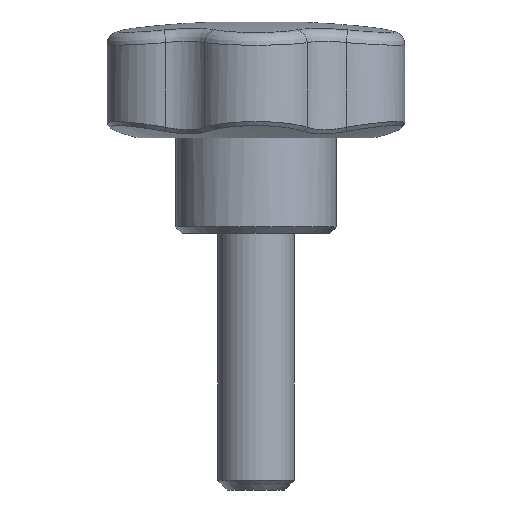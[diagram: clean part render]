
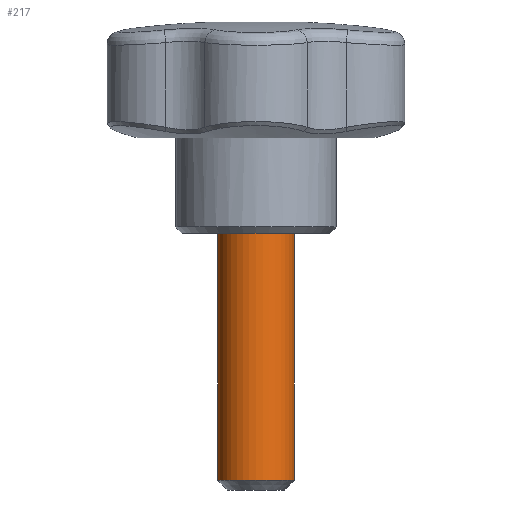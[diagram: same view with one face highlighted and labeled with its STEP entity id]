
A CAD part, front view. The second image highlights one B-rep face of the part: STEP entity #217.
In plain terms, the highlighted cylindrical face has radius 6 mm (diameter 12 mm), a full revolution.
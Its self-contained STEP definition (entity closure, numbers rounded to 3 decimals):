
#217 = ADVANCED_FACE( '', ( #449, #450 ), #451, .T. );
#449 = FACE_OUTER_BOUND( '', #3070, .T. );
#450 = FACE_OUTER_BOUND( '', #3071, .T. );
#451 = CYLINDRICAL_SURFACE( '', #3072, 6. );
#3070 = EDGE_LOOP( '', ( #4010 ) );
#3071 = EDGE_LOOP( '', ( #4011 ) );
#3072 = AXIS2_PLACEMENT_3D( '', #4012, #4013, #4014 );
#4010 = ORIENTED_EDGE( '', *, *, #4180, .T. );
#4011 = ORIENTED_EDGE( '', *, *, #4125, .F. );
#4012 = CARTESIAN_POINT( '', ( 0., 0., 34. ) );
#4013 = DIRECTION( '', ( 0., 0., -1. ) );
#4014 = DIRECTION( '', ( 1., 0., 0. ) );
#4125 = EDGE_CURVE( '', #4370, #4370, #4371, .T. );
#4180 = EDGE_CURVE( '', #4462, #4462, #4463, .T. );
#4370 = VERTEX_POINT( '', #4847 );
#4371 = CIRCLE( '', #4848, 6. );
#4462 = VERTEX_POINT( '', #5811 );
#4463 = CIRCLE( '', #5812, 6. );
#4847 = CARTESIAN_POINT( '', ( 6., 0., 0. ) );
#4848 = AXIS2_PLACEMENT_3D( '', #7076, #7077, #7078 );
#5811 = CARTESIAN_POINT( '', ( 6., 0., -38.5 ) );
#5812 = AXIS2_PLACEMENT_3D( '', #7105, #7106, #7107 );
#7076 = CARTESIAN_POINT( '', ( 0., 0., 0. ) );
#7077 = DIRECTION( '', ( 0., 0., 1. ) );
#7078 = DIRECTION( '', ( 1., 0., 0. ) );
#7105 = CARTESIAN_POINT( '', ( 0., 0., -38.5 ) );
#7106 = DIRECTION( '', ( 0., 0., 1. ) );
#7107 = DIRECTION( '', ( 1., 0., 0. ) );
